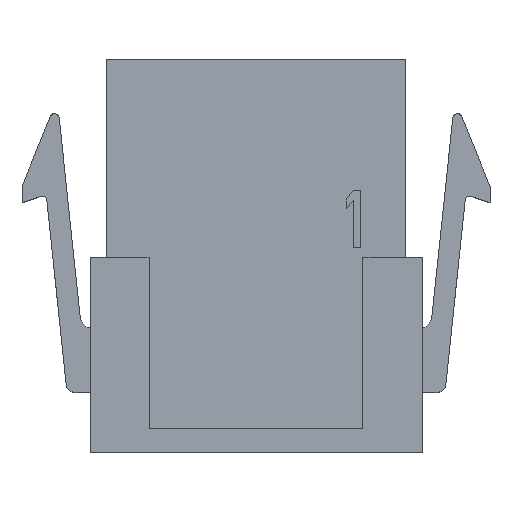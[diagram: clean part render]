
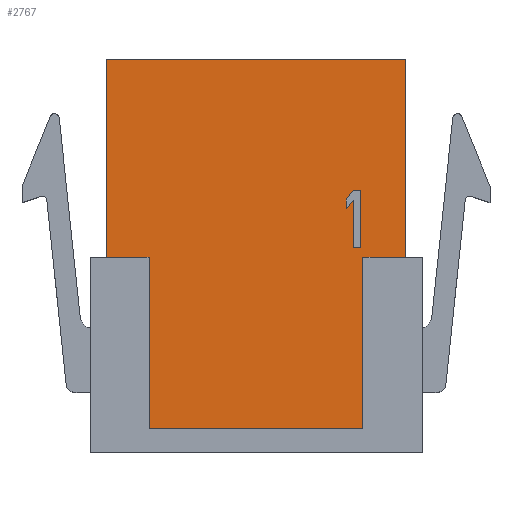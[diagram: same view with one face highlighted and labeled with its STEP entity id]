
A CAD part, top view. The second image highlights one B-rep face of the part: STEP entity #2767.
In plain terms, the highlighted planar face has unit normal (0, 0, 1).
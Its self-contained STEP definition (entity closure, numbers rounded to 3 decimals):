
#1=DIRECTION('',(0.,-1.,0.));
#2=VECTOR('',#1,8.51);
#3=CARTESIAN_POINT('',(-6.42,8.445,3.425));
#4=LINE('',#3,#2);
#49=DIRECTION('',(1.,0.,0.));
#50=VECTOR('',#49,1.83);
#51=CARTESIAN_POINT('',(-6.42,-0.065,3.425));
#52=LINE('',#51,#50);
#53=DIRECTION('',(1.,0.,0.));
#54=VECTOR('',#53,12.85);
#55=CARTESIAN_POINT('',(-6.42,8.445,3.425));
#56=LINE('',#55,#54);
#57=DIRECTION('',(-1.,0.,0.));
#58=VECTOR('',#57,1.84);
#59=CARTESIAN_POINT('',(6.43,-0.065,3.425));
#60=LINE('',#59,#58);
#61=DIRECTION('',(0.,1.,0.));
#62=VECTOR('',#61,7.36);
#63=CARTESIAN_POINT('',(4.59,-7.425,3.425));
#64=LINE('',#63,#62);
#65=DIRECTION('',(1.,0.,0.));
#66=VECTOR('',#65,9.18);
#67=CARTESIAN_POINT('',(-4.59,-7.425,3.425));
#68=LINE('',#67,#66);
#69=DIRECTION('',(0.,-1.,0.));
#70=VECTOR('',#69,7.36);
#71=CARTESIAN_POINT('',(-4.59,-0.065,3.425));
#72=LINE('',#71,#70);
#73=DIRECTION('',(0.,1.,0.));
#74=VECTOR('',#73,2.45);
#75=CARTESIAN_POINT('',(4.493,0.36,3.425));
#76=LINE('',#75,#74);
#77=DIRECTION('',(-1.,0.,0.));
#78=VECTOR('',#77,0.306);
#79=CARTESIAN_POINT('',(4.493,2.81,3.425));
#80=LINE('',#79,#78);
#81=DIRECTION('',(-0.643,-0.766,0.));
#82=VECTOR('',#81,0.476);
#83=CARTESIAN_POINT('',(4.186,2.81,3.425));
#84=LINE('',#83,#82);
#85=DIRECTION('',(0.,-1.,0.));
#86=VECTOR('',#85,0.417);
#87=CARTESIAN_POINT('',(3.88,2.445,3.425));
#88=LINE('',#87,#86);
#89=DIRECTION('',(0.643,0.766,0.));
#90=VECTOR('',#89,0.476);
#91=CARTESIAN_POINT('',(3.88,2.028,3.425));
#92=LINE('',#91,#90);
#93=DIRECTION('',(0.,-1.,0.));
#94=VECTOR('',#93,2.033);
#95=CARTESIAN_POINT('',(4.186,2.393,3.425));
#96=LINE('',#95,#94);
#97=DIRECTION('',(1.,0.,0.));
#98=VECTOR('',#97,0.306);
#99=CARTESIAN_POINT('',(4.186,0.36,3.425));
#100=LINE('',#99,#98);
#121=DIRECTION('',(0.,-1.,0.));
#122=VECTOR('',#121,8.51);
#123=CARTESIAN_POINT('',(6.43,8.445,3.425));
#124=LINE('',#123,#122);
#2028=CARTESIAN_POINT('',(-6.42,8.445,3.425));
#2030=VERTEX_POINT('',#2028);
#2032=CARTESIAN_POINT('',(6.43,8.445,3.425));
#2034=VERTEX_POINT('',#2032);
#2179=CARTESIAN_POINT('',(-6.42,-0.065,3.425));
#2180=CARTESIAN_POINT('',(-4.59,-0.065,3.425));
#2181=VERTEX_POINT('',#2179);
#2182=VERTEX_POINT('',#2180);
#2183=CARTESIAN_POINT('',(-4.59,-7.425,3.425));
#2184=VERTEX_POINT('',#2183);
#2185=CARTESIAN_POINT('',(4.59,-7.425,3.425));
#2186=VERTEX_POINT('',#2185);
#2187=CARTESIAN_POINT('',(4.59,-0.065,3.425));
#2188=VERTEX_POINT('',#2187);
#2189=CARTESIAN_POINT('',(6.43,-0.065,3.425));
#2190=VERTEX_POINT('',#2189);
#2425=CARTESIAN_POINT('',(4.493,0.36,3.425));
#2426=CARTESIAN_POINT('',(4.493,2.81,3.425));
#2427=VERTEX_POINT('',#2425);
#2428=VERTEX_POINT('',#2426);
#2429=CARTESIAN_POINT('',(4.186,2.81,3.425));
#2430=VERTEX_POINT('',#2429);
#2431=CARTESIAN_POINT('',(3.88,2.445,3.425));
#2432=VERTEX_POINT('',#2431);
#2433=CARTESIAN_POINT('',(3.88,2.028,3.425));
#2434=VERTEX_POINT('',#2433);
#2435=CARTESIAN_POINT('',(4.186,2.393,3.425));
#2436=VERTEX_POINT('',#2435);
#2437=CARTESIAN_POINT('',(4.186,0.36,3.425));
#2438=VERTEX_POINT('',#2437);
#2729=CARTESIAN_POINT('',(-6.42,8.445,3.425));
#2730=DIRECTION('',(0.,0.,1.));
#2731=DIRECTION('',(0.,-1.,0.));
#2732=AXIS2_PLACEMENT_3D('',#2729,#2730,#2731);
#2733=PLANE('',#2732);
#2735=ORIENTED_EDGE('',*,*,#2734,.F.);
#2736=ORIENTED_EDGE('',*,*,#2700,.F.);
#2738=ORIENTED_EDGE('',*,*,#2737,.T.);
#2740=ORIENTED_EDGE('',*,*,#2739,.T.);
#2742=ORIENTED_EDGE('',*,*,#2741,.T.);
#2744=ORIENTED_EDGE('',*,*,#2743,.F.);
#2746=ORIENTED_EDGE('',*,*,#2745,.F.);
#2748=ORIENTED_EDGE('',*,*,#2747,.F.);
#2749=EDGE_LOOP('',(#2735,#2736,#2738,#2740,#2742,#2744,#2746,#2748));
#2750=FACE_OUTER_BOUND('',#2749,.F.);
#2752=ORIENTED_EDGE('',*,*,#2751,.T.);
#2754=ORIENTED_EDGE('',*,*,#2753,.T.);
#2756=ORIENTED_EDGE('',*,*,#2755,.T.);
#2758=ORIENTED_EDGE('',*,*,#2757,.T.);
#2760=ORIENTED_EDGE('',*,*,#2759,.T.);
#2762=ORIENTED_EDGE('',*,*,#2761,.T.);
#2764=ORIENTED_EDGE('',*,*,#2763,.T.);
#2765=EDGE_LOOP('',(#2752,#2754,#2756,#2758,#2760,#2762,#2764));
#2766=FACE_BOUND('',#2765,.F.);
#2767=ADVANCED_FACE('',(#2750,#2766),#2733,.T.);
#2700=EDGE_CURVE('',#2030,#2181,#4,.T.);
#2734=EDGE_CURVE('',#2181,#2182,#52,.T.);
#2737=EDGE_CURVE('',#2030,#2034,#56,.T.);
#2739=EDGE_CURVE('',#2034,#2190,#124,.T.);
#2741=EDGE_CURVE('',#2190,#2188,#60,.T.);
#2743=EDGE_CURVE('',#2186,#2188,#64,.T.);
#2745=EDGE_CURVE('',#2184,#2186,#68,.T.);
#2747=EDGE_CURVE('',#2182,#2184,#72,.T.);
#2751=EDGE_CURVE('',#2427,#2428,#76,.T.);
#2753=EDGE_CURVE('',#2428,#2430,#80,.T.);
#2755=EDGE_CURVE('',#2430,#2432,#84,.T.);
#2757=EDGE_CURVE('',#2432,#2434,#88,.T.);
#2759=EDGE_CURVE('',#2434,#2436,#92,.T.);
#2761=EDGE_CURVE('',#2436,#2438,#96,.T.);
#2763=EDGE_CURVE('',#2438,#2427,#100,.T.);
